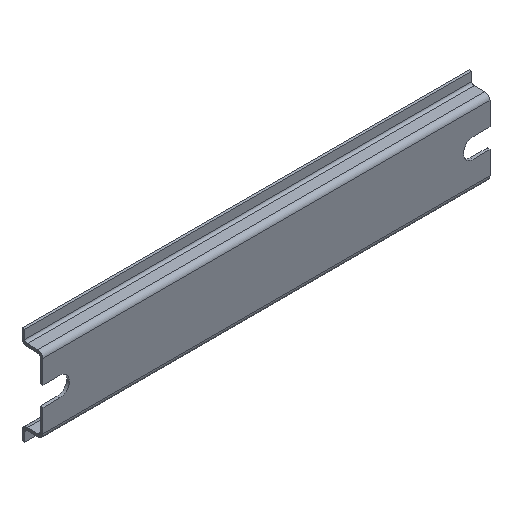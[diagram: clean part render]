
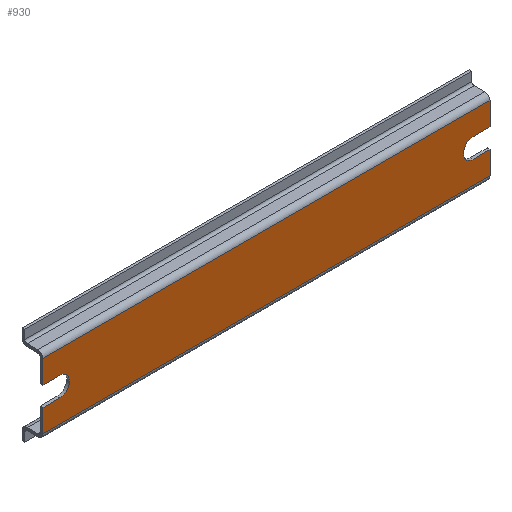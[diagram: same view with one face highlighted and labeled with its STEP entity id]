
A CAD part, isometric view. The second image highlights one B-rep face of the part: STEP entity #930.
In plain terms, the highlighted planar face has unit normal (0, -1, 0).
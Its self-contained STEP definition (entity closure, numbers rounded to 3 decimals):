
#1 = EDGE_CURVE ( 'NONE', #110, #70, #872, .T. ) ;
#4 = ORIENTED_EDGE ( 'NONE', *, *, #1029, .F. ) ;
#17 = CARTESIAN_POINT ( 'NONE',  ( 80., -0.5, -3.5 ) ) ;
#45 = ORIENTED_EDGE ( 'NONE', *, *, #280, .F. ) ;
#64 = CARTESIAN_POINT ( 'NONE',  ( -80., -0.5, -11.7 ) ) ;
#70 = VERTEX_POINT ( 'NONE', #237 ) ;
#75 = VECTOR ( 'NONE', #551, 1000. ) ;
#90 = CARTESIAN_POINT ( 'NONE',  ( -74., -0.5, 0. ) ) ;
#98 = CARTESIAN_POINT ( 'NONE',  ( -74., -0.5, 3.5 ) ) ;
#110 = VERTEX_POINT ( 'NONE', #1043 ) ;
#119 = CARTESIAN_POINT ( 'NONE',  ( 80., -0.5, 11.7 ) ) ;
#121 = VECTOR ( 'NONE', #598, 1000. ) ;
#127 = CARTESIAN_POINT ( 'NONE',  ( -80., -0.5, 3.5 ) ) ;
#131 = FACE_OUTER_BOUND ( 'NONE', #762, .T. ) ;
#134 = LINE ( 'NONE', #474, #540 ) ;
#135 = CARTESIAN_POINT ( 'NONE',  ( 80., -0.5, -11.7 ) ) ;
#141 = EDGE_CURVE ( 'NONE', #70, #220, #324, .T. ) ;
#161 = VECTOR ( 'NONE', #449, 1000. ) ;
#164 = VERTEX_POINT ( 'NONE', #699 ) ;
#172 = VERTEX_POINT ( 'NONE', #937 ) ;
#186 = CARTESIAN_POINT ( 'NONE',  ( -80., -0.5, 11.7 ) ) ;
#194 = CARTESIAN_POINT ( 'NONE',  ( -80., -0.5, 11.7 ) ) ;
#196 = PLANE ( 'NONE',  #841 ) ;
#203 = VECTOR ( 'NONE', #819, 1000. ) ;
#204 = DIRECTION ( 'NONE',  ( 1., 0., 0. ) ) ;
#220 = VERTEX_POINT ( 'NONE', #135 ) ;
#229 = CARTESIAN_POINT ( 'NONE',  ( -80., -0.5, 11.7 ) ) ;
#237 = CARTESIAN_POINT ( 'NONE',  ( -80., -0.5, -11.7 ) ) ;
#241 = DIRECTION ( 'NONE',  ( 0., -1., 0. ) ) ;
#247 = ORIENTED_EDGE ( 'NONE', *, *, #615, .F. ) ;
#268 = VECTOR ( 'NONE', #567, 1000. ) ;
#278 = ORIENTED_EDGE ( 'NONE', *, *, #918, .T. ) ;
#280 = EDGE_CURVE ( 'NONE', #110, #715, #870, .T. ) ;
#298 = EDGE_CURVE ( 'NONE', #164, #172, #134, .T. ) ;
#324 = LINE ( 'NONE', #64, #776 ) ;
#327 = DIRECTION ( 'NONE',  ( 0., 0., -1. ) ) ;
#332 = LINE ( 'NONE', #656, #203 ) ;
#339 = VECTOR ( 'NONE', #204, 1000. ) ;
#345 = ORIENTED_EDGE ( 'NONE', *, *, #821, .F. ) ;
#362 = DIRECTION ( 'NONE',  ( 0., -1., 0. ) ) ;
#411 = ORIENTED_EDGE ( 'NONE', *, *, #1, .T. ) ;
#424 = CARTESIAN_POINT ( 'NONE',  ( 74., -0.5, 0. ) ) ;
#425 = CIRCLE ( 'NONE', #674, 3.5 ) ;
#428 = LINE ( 'NONE', #831, #339 ) ;
#444 = DIRECTION ( 'NONE',  ( 1., 0., 0. ) ) ;
#449 = DIRECTION ( 'NONE',  ( -1., 0., 0. ) ) ;
#453 = CARTESIAN_POINT ( 'NONE',  ( -80., -0.5, 11.7 ) ) ;
#462 = CARTESIAN_POINT ( 'NONE',  ( -74., -0.5, -3.5 ) ) ;
#463 = EDGE_CURVE ( 'NONE', #959, #164, #980, .T. ) ;
#469 = EDGE_CURVE ( 'NONE', #172, #905, #425, .T. ) ;
#473 = ORIENTED_EDGE ( 'NONE', *, *, #469, .F. ) ;
#474 = CARTESIAN_POINT ( 'NONE',  ( -80., -0.5, 3.5 ) ) ;
#476 = ORIENTED_EDGE ( 'NONE', *, *, #463, .F. ) ;
#478 = VERTEX_POINT ( 'NONE', #17 ) ;
#490 = ORIENTED_EDGE ( 'NONE', *, *, #868, .F. ) ;
#491 = CARTESIAN_POINT ( 'NONE',  ( 74., -0.5, -3.5 ) ) ;
#520 = LINE ( 'NONE', #840, #161 ) ;
#521 = VECTOR ( 'NONE', #1030, 1000. ) ;
#523 = VECTOR ( 'NONE', #907, 1000. ) ;
#530 = VERTEX_POINT ( 'NONE', #98 ) ;
#540 = VECTOR ( 'NONE', #612, 1000. ) ;
#551 = DIRECTION ( 'NONE',  ( 0., 0., -1. ) ) ;
#567 = DIRECTION ( 'NONE',  ( 1., 0., 0. ) ) ;
#574 = ORIENTED_EDGE ( 'NONE', *, *, #141, .T. ) ;
#579 = CIRCLE ( 'NONE', #661, 3.5 ) ;
#598 = DIRECTION ( 'NONE',  ( 0., 0., -1. ) ) ;
#609 = VERTEX_POINT ( 'NONE', #127 ) ;
#612 = DIRECTION ( 'NONE',  ( -1., 0., 0. ) ) ;
#615 = EDGE_CURVE ( 'NONE', #530, #609, #520, .T. ) ;
#623 = EDGE_CURVE ( 'NONE', #905, #478, #428, .T. ) ;
#656 = CARTESIAN_POINT ( 'NONE',  ( -80., -0.5, 11.7 ) ) ;
#657 = DIRECTION ( 'NONE',  ( 0., 0., -1. ) ) ;
#661 = AXIS2_PLACEMENT_3D ( 'NONE', #90, #748, #327 ) ;
#674 = AXIS2_PLACEMENT_3D ( 'NONE', #424, #241, #657 ) ;
#684 = VERTEX_POINT ( 'NONE', #194 ) ;
#699 = CARTESIAN_POINT ( 'NONE',  ( 80., -0.5, 3.5 ) ) ;
#715 = VERTEX_POINT ( 'NONE', #462 ) ;
#748 = DIRECTION ( 'NONE',  ( 0., -1., 0. ) ) ;
#751 = LINE ( 'NONE', #119, #121 ) ;
#761 = CARTESIAN_POINT ( 'NONE',  ( -80., -0.5, -3.5 ) ) ;
#762 = EDGE_LOOP ( 'NONE', ( #247, #490, #45, #411, #574, #4, #828, #473, #766, #476, #345, #278 ) ) ;
#766 = ORIENTED_EDGE ( 'NONE', *, *, #298, .F. ) ;
#776 = VECTOR ( 'NONE', #444, 1000. ) ;
#819 = DIRECTION ( 'NONE',  ( 0., 0., -1. ) ) ;
#821 = EDGE_CURVE ( 'NONE', #684, #959, #824, .T. ) ;
#824 = LINE ( 'NONE', #186, #268 ) ;
#828 = ORIENTED_EDGE ( 'NONE', *, *, #623, .F. ) ;
#831 = CARTESIAN_POINT ( 'NONE',  ( -80., -0.5, -3.5 ) ) ;
#840 = CARTESIAN_POINT ( 'NONE',  ( -80., -0.5, 3.5 ) ) ;
#841 = AXIS2_PLACEMENT_3D ( 'NONE', #453, #362, #921 ) ;
#868 = EDGE_CURVE ( 'NONE', #715, #530, #579, .T. ) ;
#870 = LINE ( 'NONE', #761, #521 ) ;
#872 = LINE ( 'NONE', #229, #75 ) ;
#891 = CARTESIAN_POINT ( 'NONE',  ( 80., -0.5, 11.7 ) ) ;
#905 = VERTEX_POINT ( 'NONE', #491 ) ;
#907 = DIRECTION ( 'NONE',  ( 0., 0., -1. ) ) ;
#918 = EDGE_CURVE ( 'NONE', #684, #609, #332, .T. ) ;
#921 = DIRECTION ( 'NONE',  ( 0., 0., -1. ) ) ;
#930 = ADVANCED_FACE ( 'NONE', ( #131 ), #196, .T. ) ;
#937 = CARTESIAN_POINT ( 'NONE',  ( 74., -0.5, 3.5 ) ) ;
#959 = VERTEX_POINT ( 'NONE', #995 ) ;
#980 = LINE ( 'NONE', #891, #523 ) ;
#995 = CARTESIAN_POINT ( 'NONE',  ( 80., -0.5, 11.7 ) ) ;
#1029 = EDGE_CURVE ( 'NONE', #478, #220, #751, .T. ) ;
#1030 = DIRECTION ( 'NONE',  ( 1., 0., 0. ) ) ;
#1043 = CARTESIAN_POINT ( 'NONE',  ( -80., -0.5, -3.5 ) ) ;
